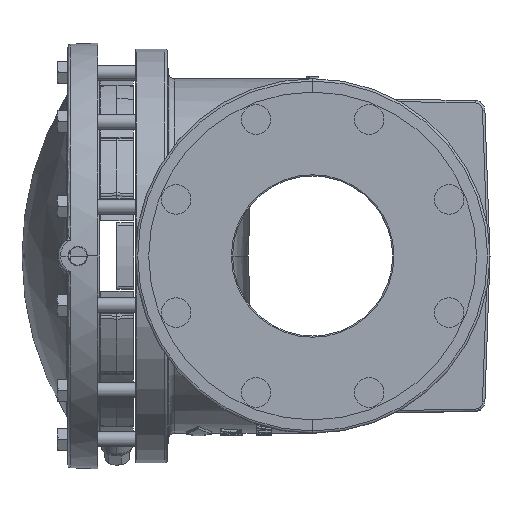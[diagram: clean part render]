
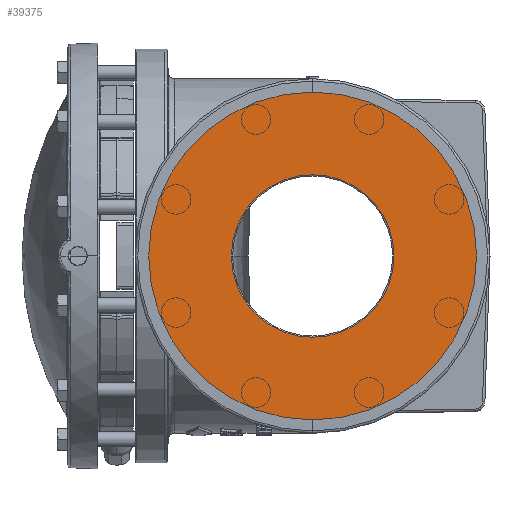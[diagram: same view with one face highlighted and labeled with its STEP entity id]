
A CAD part, left-side view. The second image highlights one B-rep face of the part: STEP entity #39375.
In plain terms, the highlighted planar face has unit normal (-1, 0, 0).
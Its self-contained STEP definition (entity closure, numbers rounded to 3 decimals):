
#1401 = EDGE_LOOP ( 'NONE', ( #34072, #36740 ) ) ;
#2922 = DIRECTION ( 'NONE',  ( -1., 0., 0. ) ) ;
#3197 = VERTEX_POINT ( 'NONE', #3754 ) ;
#3199 = CARTESIAN_POINT ( 'NONE',  ( -7.566, 5.054, 0. ) ) ;
#3754 = CARTESIAN_POINT ( 'NONE',  ( -7.566, 0., 4.16 ) ) ;
#5935 = DIRECTION ( 'NONE',  ( -1., 0., 0. ) ) ;
#7747 = EDGE_CURVE ( 'NONE', #13110, #3197, #8439, .T. ) ;
#7885 = EDGE_CURVE ( 'NONE', #30783, #40832, #15628, .T. ) ;
#8363 = DIRECTION ( 'NONE',  ( -1., 0., 0. ) ) ;
#8439 = CIRCLE ( 'NONE', #12673, 4.16 ) ;
#11006 = FACE_BOUND ( 'NONE', #1401, .T. ) ;
#12537 = AXIS2_PLACEMENT_3D ( 'NONE', #36814, #16515, #40223 ) ;
#12673 = AXIS2_PLACEMENT_3D ( 'NONE', #29036, #8363, #32407 ) ;
#13110 = VERTEX_POINT ( 'NONE', #23808 ) ;
#14118 = EDGE_LOOP ( 'NONE', ( #33780, #42113 ) ) ;
#15628 = CIRCLE ( 'NONE', #12537, 2.062 ) ;
#15702 = CARTESIAN_POINT ( 'NONE',  ( -7.566, -2.062, 0. ) ) ;
#16515 = DIRECTION ( 'NONE',  ( 1., 0., 0. ) ) ;
#17182 = EDGE_CURVE ( 'NONE', #40832, #30783, #36388, .T. ) ;
#17184 = EDGE_CURVE ( 'NONE', #3197, #13110, #34270, .T. ) ;
#19930 = DIRECTION ( 'NONE',  ( 1., 0., 0. ) ) ;
#23808 = CARTESIAN_POINT ( 'NONE',  ( -7.566, 0., -4.16 ) ) ;
#26710 = CARTESIAN_POINT ( 'NONE',  ( -7.566, 0., 0. ) ) ;
#27281 = AXIS2_PLACEMENT_3D ( 'NONE', #3199, #2922, #34254 ) ;
#28221 = FACE_OUTER_BOUND ( 'NONE', #14118, .T. ) ;
#28786 = AXIS2_PLACEMENT_3D ( 'NONE', #26710, #5935, #30089 ) ;
#28929 = AXIS2_PLACEMENT_3D ( 'NONE', #40123, #19930, #43595 ) ;
#29036 = CARTESIAN_POINT ( 'NONE',  ( -7.566, 0., 0. ) ) ;
#30089 = DIRECTION ( 'NONE',  ( 0., -1., 0. ) ) ;
#30783 = VERTEX_POINT ( 'NONE', #32107 ) ;
#30859 = PLANE ( 'NONE',  #27281 ) ;
#32107 = CARTESIAN_POINT ( 'NONE',  ( -7.566, 2.062, 0. ) ) ;
#32407 = DIRECTION ( 'NONE',  ( 0., -1., 0. ) ) ;
#33780 = ORIENTED_EDGE ( 'NONE', *, *, #17184, .T. ) ;
#34072 = ORIENTED_EDGE ( 'NONE', *, *, #17182, .T. ) ;
#34254 = DIRECTION ( 'NONE',  ( 0., -1., 0. ) ) ;
#34270 = CIRCLE ( 'NONE', #28786, 4.16 ) ;
#36388 = CIRCLE ( 'NONE', #28929, 2.062 ) ;
#36740 = ORIENTED_EDGE ( 'NONE', *, *, #7885, .T. ) ;
#36814 = CARTESIAN_POINT ( 'NONE',  ( -7.566, 0., 0. ) ) ;
#39375 = ADVANCED_FACE ( 'NONE', ( #11006, #28221 ), #30859, .T. ) ;
#40123 = CARTESIAN_POINT ( 'NONE',  ( -7.566, 0., 0. ) ) ;
#40223 = DIRECTION ( 'NONE',  ( 0., -1., 0. ) ) ;
#40832 = VERTEX_POINT ( 'NONE', #15702 ) ;
#42113 = ORIENTED_EDGE ( 'NONE', *, *, #7747, .T. ) ;
#43595 = DIRECTION ( 'NONE',  ( 0., -1., 0. ) ) ;
